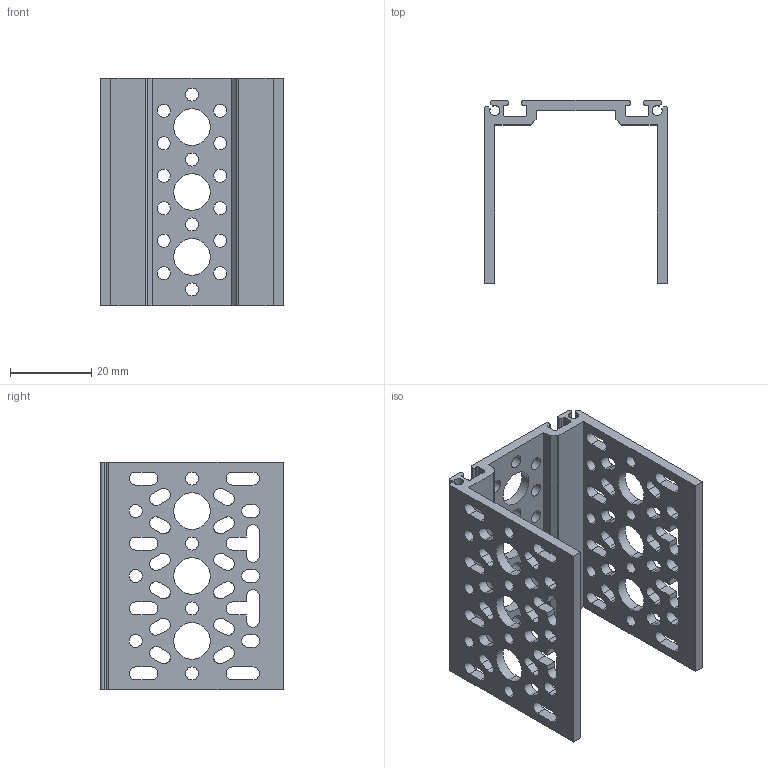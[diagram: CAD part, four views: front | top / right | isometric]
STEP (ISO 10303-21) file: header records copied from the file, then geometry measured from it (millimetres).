
FILE_DESCRIPTION (( 'STEP AP203' ), '1' );
FILE_NAME ('REV-41-1753.STEP', '2019-07-11T18:45:41', ( '' ), ( '' ), 'SwSTEP 2.0', 'SolidWorks 2018', '' );
FILE_SCHEMA (( 'CONFIG_CONTROL_DESIGN' ));
Length unit declared in the file: millimetre
Products named in the file (1): REV-41-1753
Bounding box: 45 x 45 x 56 mm (x, y, z)
Volume: 14852.7 mm3; surface area: 17419.9 mm2
Topology: 1 solids, 1 shells, 372 faces, 1110 edges, 740 vertices
Faces by surface type: cylinder 232, plane 140
Entity records: 13115 total; most frequent: DIRECTION 2320, CARTESIAN_POINT 2223, ORIENTED_EDGE 2220, EDGE_CURVE 1110, AXIS2_PLACEMENT_3D 837, VERTEX_POINT 740, LINE 646, VECTOR 646
